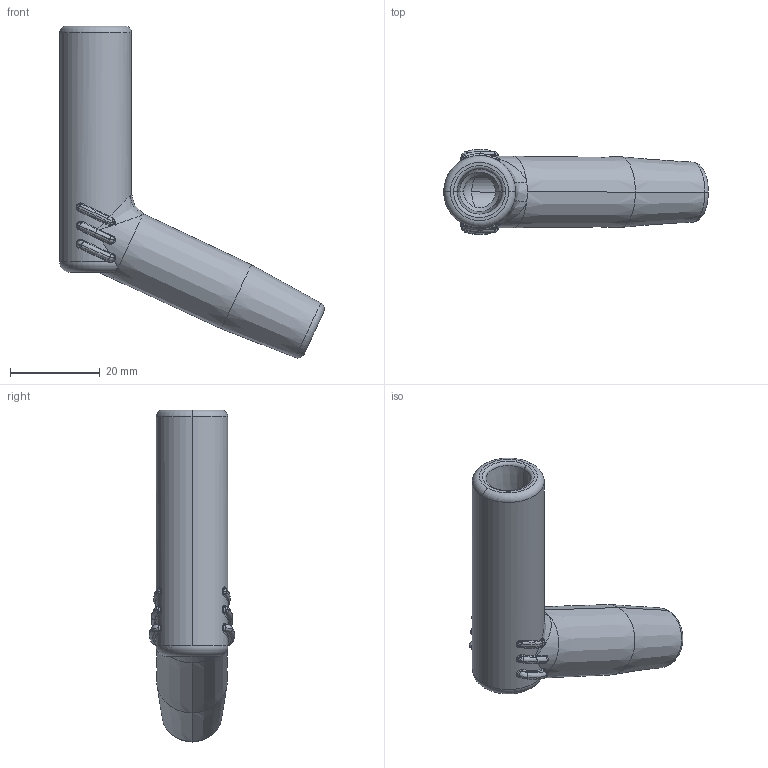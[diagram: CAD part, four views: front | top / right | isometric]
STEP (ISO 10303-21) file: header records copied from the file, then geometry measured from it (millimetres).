
FILE_DESCRIPTION (( 'STEP AP203' ), '1' );
FILE_NAME ('AB19.STEP', '2019-11-01T18:57:19', ( 'tempuser' ), ( 'Microsoft' ), 'SwSTEP 2.0', 'SolidWorks 2019', '' );
FILE_SCHEMA (( 'CONFIG_CONTROL_DESIGN' ));
Length unit declared in the file: inch
Products named in the file (1): AB19
Bounding box: 58.98 x 19.04 x 73.98 mm (x, y, z)
Volume: 14542.9 mm3; surface area: 7755.7 mm2
Topology: 1 solids, 1 shells, 240 faces, 584 edges, 340 vertices
Faces by surface type: bspline 156, cylinder 47, plane 15, cone 14, torus 7, sphere 1
Entity records: 9721 total; most frequent: CARTESIAN_POINT 5268, ORIENTED_EDGE 1156, DIRECTION 638, EDGE_CURVE 578, VERTEX_POINT 340, AXIS2_PLACEMENT_3D 286, EDGE_LOOP 242, ADVANCED_FACE 240
